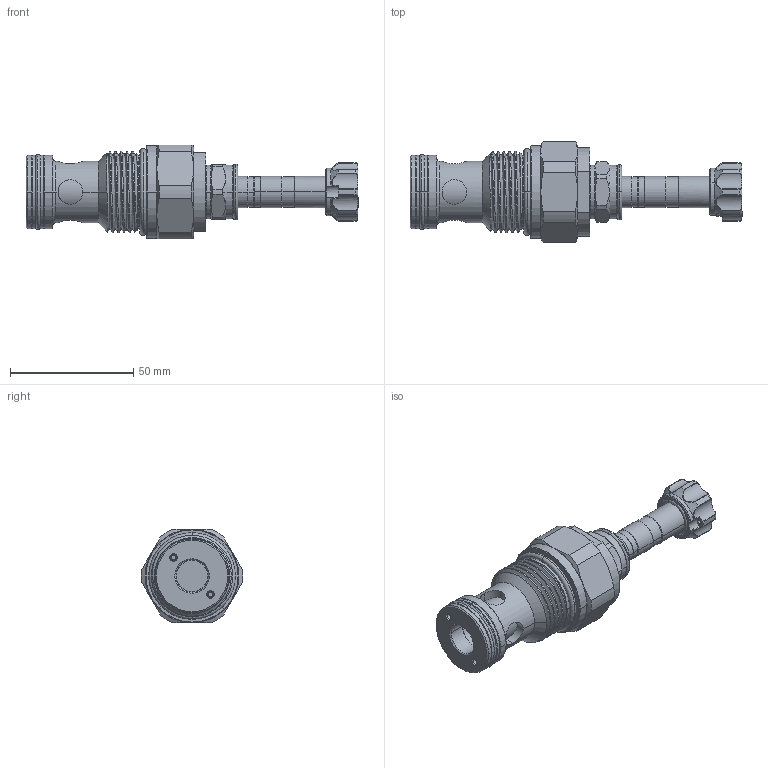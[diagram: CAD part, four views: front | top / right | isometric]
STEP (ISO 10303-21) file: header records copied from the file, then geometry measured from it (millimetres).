
FILE_DESCRIPTION (( 'STEP AP203' ), '1' );
FILE_NAME ('EP21E2A02N95.STEP', '2020-03-31T07:41:35', ( '' ), ( '' ), 'SwSTEP 2.0', 'SolidWorks 2018', '' );
FILE_SCHEMA (( 'CONFIG_CONTROL_DESIGN' ));
Length unit declared in the file: millimetre
Products named in the file (1): EP21E2A02N95
Bounding box: 134.75 x 41.08 x 38 mm (x, y, z)
Volume: 70698.6 mm3; surface area: 18970.7 mm2
Topology: 6 solids, 6 shells, 342 faces, 801 edges, 480 vertices
Faces by surface type: cylinder 151, cone 66, torus 51, plane 39, bspline 35
Entity records: 14995 total; most frequent: CARTESIAN_POINT 7375, ORIENTED_EDGE 1594, DIRECTION 1592, EDGE_CURVE 797, AXIS2_PLACEMENT_3D 686, VERTEX_POINT 480, CIRCLE 378, EDGE_LOOP 367
